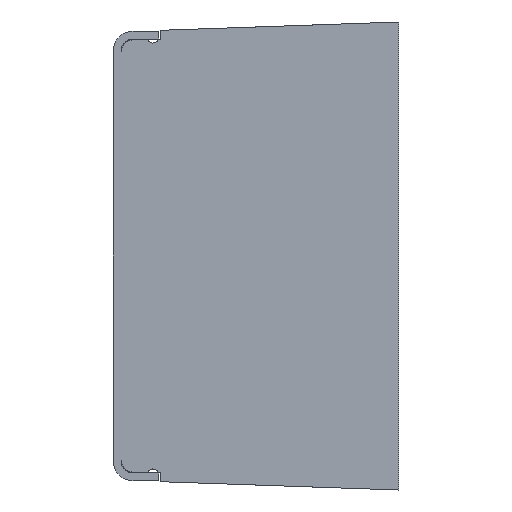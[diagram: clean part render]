
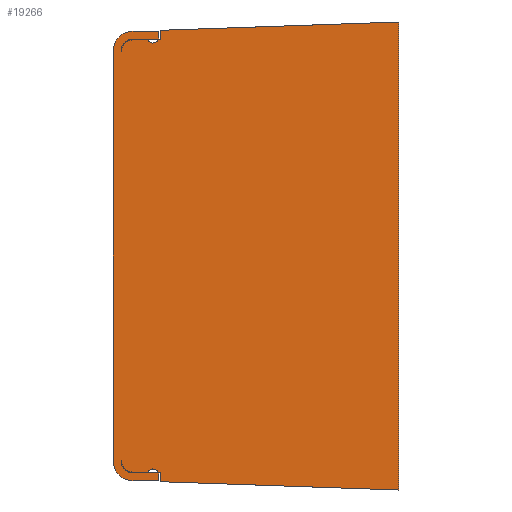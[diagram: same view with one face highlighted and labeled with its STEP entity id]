
A CAD part, left-side view. The second image highlights one B-rep face of the part: STEP entity #19266.
In plain terms, the highlighted planar face has unit normal (-1, 0, 0).
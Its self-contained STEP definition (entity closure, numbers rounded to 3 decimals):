
#14=CARTESIAN_POINT('',(-30.,67.,-51.7));
#15=DIRECTION('',(-1.,0.,0.));
#16=DIRECTION('',(0.,1.,0.));
#17=AXIS2_PLACEMENT_3D('',#14,#15,#16);
#19=CARTESIAN_POINT('',(-30.,67.,-51.7));
#20=DIRECTION('',(1.,0.,0.));
#21=DIRECTION('',(0.,0.,-1.));
#22=AXIS2_PLACEMENT_3D('',#19,#20,#21);
#24=CARTESIAN_POINT('',(-30.,67.,51.7));
#25=DIRECTION('',(1.,0.,0.));
#26=DIRECTION('',(0.,1.,0.));
#27=AXIS2_PLACEMENT_3D('',#24,#25,#26);
#29=CARTESIAN_POINT('',(-30.,67.,51.7));
#30=DIRECTION('',(-1.,0.,0.));
#31=DIRECTION('',(0.,0.,1.));
#32=AXIS2_PLACEMENT_3D('',#29,#30,#31);
#34=CARTESIAN_POINT('',(-30.,67.,51.5));
#35=DIRECTION('',(1.,0.,0.));
#36=DIRECTION('',(0.,0.998,0.067));
#37=AXIS2_PLACEMENT_3D('',#34,#35,#36);
#39=DIRECTION('',(0.,-1.,0.));
#40=VECTOR('',#39,3.673);
#41=CARTESIAN_POINT('',(-30.,67.,54.5));
#42=LINE('',#41,#40);
#43=CARTESIAN_POINT('',(-30.,62.,55.2));
#44=DIRECTION('',(-1.,0.,0.));
#45=DIRECTION('',(0.,0.884,-0.467));
#46=AXIS2_PLACEMENT_3D('',#43,#44,#45);
#48=CARTESIAN_POINT('',(-30.,62.,55.2));
#49=DIRECTION('',(-1.,0.,0.));
#50=DIRECTION('',(0.,0.,-1.));
#51=AXIS2_PLACEMENT_3D('',#48,#49,#50);
#53=DIRECTION('',(0.,-1.,0.));
#54=VECTOR('',#53,0.673);
#55=CARTESIAN_POINT('',(-30.,60.673,54.5));
#56=LINE('',#55,#54);
#57=DIRECTION('',(0.,0.,1.));
#58=VECTOR('',#57,2.405);
#59=CARTESIAN_POINT('',(-30.,60.,54.5));
#60=LINE('',#59,#58);
#61=DIRECTION('',(0.,-0.999,0.035));
#62=VECTOR('',#61,60.037);
#63=CARTESIAN_POINT('',(-30.,60.,56.905));
#64=LINE('',#63,#62);
#65=DIRECTION('',(0.,0.,-1.));
#66=VECTOR('',#65,118.);
#67=CARTESIAN_POINT('',(-30.,0.,59.));
#68=LINE('',#67,#66);
#69=DIRECTION('',(0.,0.999,0.035));
#70=VECTOR('',#69,60.037);
#71=CARTESIAN_POINT('',(-30.,0.,-59.));
#72=LINE('',#71,#70);
#73=DIRECTION('',(0.,0.,1.));
#74=VECTOR('',#73,2.405);
#75=CARTESIAN_POINT('',(-30.,60.,-56.905));
#76=LINE('',#75,#74);
#77=DIRECTION('',(0.,1.,0.));
#78=VECTOR('',#77,0.673);
#79=CARTESIAN_POINT('',(-30.,60.,-54.5));
#80=LINE('',#79,#78);
#81=CARTESIAN_POINT('',(-30.,62.,-55.2));
#82=DIRECTION('',(-1.,0.,0.));
#83=DIRECTION('',(0.,-0.884,0.467));
#84=AXIS2_PLACEMENT_3D('',#81,#82,#83);
#86=CARTESIAN_POINT('',(-30.,62.,-55.2));
#87=DIRECTION('',(-1.,0.,0.));
#88=DIRECTION('',(0.,0.,1.));
#89=AXIS2_PLACEMENT_3D('',#86,#87,#88);
#91=DIRECTION('',(0.,1.,0.));
#92=VECTOR('',#91,3.673);
#93=CARTESIAN_POINT('',(-30.,63.327,-54.5));
#94=LINE('',#93,#92);
#95=CARTESIAN_POINT('',(-30.,67.,-51.5));
#96=DIRECTION('',(1.,0.,0.));
#97=DIRECTION('',(0.,0.,-1.));
#98=AXIS2_PLACEMENT_3D('',#95,#96,#97);
#112=DIRECTION('',(0.,1.,0.));
#113=VECTOR('',#112,6.5);
#114=CARTESIAN_POINT('',(-30.,60.5,-54.7));
#115=LINE('',#114,#113);
#15251=DIRECTION('',(0.,-1.,0.));
#15252=VECTOR('',#15251,6.5);
#15253=CARTESIAN_POINT('',(-30.,67.,54.7));
#15254=LINE('',#15253,#15252);
#15255=DIRECTION('',(0.,0.,1.));
#15256=VECTOR('',#15255,2.);
#15257=CARTESIAN_POINT('',(-30.,60.5,54.7));
#15258=LINE('',#15257,#15256);
#15267=DIRECTION('',(0.,1.,0.));
#15268=VECTOR('',#15267,6.5);
#15269=CARTESIAN_POINT('',(-30.,60.5,56.7));
#15270=LINE('',#15269,#15268);
#15279=DIRECTION('',(0.,0.,-1.));
#15280=VECTOR('',#15279,103.4);
#15281=CARTESIAN_POINT('',(-30.,72.,51.7));
#15282=LINE('',#15281,#15280);
#15291=DIRECTION('',(0.,-1.,0.));
#15292=VECTOR('',#15291,6.5);
#15293=CARTESIAN_POINT('',(-30.,67.,-56.7));
#15294=LINE('',#15293,#15292);
#15295=DIRECTION('',(0.,0.,1.));
#15296=VECTOR('',#15295,2.);
#15297=CARTESIAN_POINT('',(-30.,60.5,-56.7));
#15298=LINE('',#15297,#15296);
#15303=CARTESIAN_POINT('',(-30.,70.,-51.699));
#15304=CARTESIAN_POINT('',(-30.,67.,-54.7));
#15305=VERTEX_POINT('',#15303);
#15306=VERTEX_POINT('',#15304);
#15307=CARTESIAN_POINT('',(-30.,60.5,-54.7));
#15308=VERTEX_POINT('',#15307);
#15309=CARTESIAN_POINT('',(-30.,60.5,-56.7));
#15310=VERTEX_POINT('',#15309);
#15311=CARTESIAN_POINT('',(-30.,67.,-56.7));
#15312=VERTEX_POINT('',#15311);
#15313=CARTESIAN_POINT('',(-30.,72.,-51.7));
#15314=VERTEX_POINT('',#15313);
#15315=CARTESIAN_POINT('',(-30.,72.,51.7));
#15316=VERTEX_POINT('',#15315);
#15317=CARTESIAN_POINT('',(-30.,67.,56.7));
#15318=VERTEX_POINT('',#15317);
#15319=CARTESIAN_POINT('',(-30.,60.5,56.7));
#15320=VERTEX_POINT('',#15319);
#15321=CARTESIAN_POINT('',(-30.,60.5,54.7));
#15322=VERTEX_POINT('',#15321);
#15323=CARTESIAN_POINT('',(-30.,67.,54.7));
#15324=VERTEX_POINT('',#15323);
#15325=CARTESIAN_POINT('',(-30.,70.,51.7));
#15326=VERTEX_POINT('',#15325);
#15327=CARTESIAN_POINT('',(-30.,67.,54.5));
#15328=VERTEX_POINT('',#15327);
#15329=CARTESIAN_POINT('',(-30.,63.327,54.5));
#15330=VERTEX_POINT('',#15329);
#15331=CARTESIAN_POINT('',(-30.,62.,53.7));
#15332=VERTEX_POINT('',#15331);
#15333=CARTESIAN_POINT('',(-30.,60.673,54.5));
#15334=VERTEX_POINT('',#15333);
#15335=CARTESIAN_POINT('',(-30.,60.,54.5));
#15336=VERTEX_POINT('',#15335);
#15337=CARTESIAN_POINT('',(-30.,60.,56.905));
#15338=VERTEX_POINT('',#15337);
#15339=CARTESIAN_POINT('',(-30.,0.,59.));
#15340=VERTEX_POINT('',#15339);
#15341=CARTESIAN_POINT('',(-30.,0.,-59.));
#15342=VERTEX_POINT('',#15341);
#15343=CARTESIAN_POINT('',(-30.,60.,-56.905));
#15344=VERTEX_POINT('',#15343);
#15345=CARTESIAN_POINT('',(-30.,60.,-54.5));
#15346=VERTEX_POINT('',#15345);
#15347=CARTESIAN_POINT('',(-30.,60.673,-54.5));
#15348=VERTEX_POINT('',#15347);
#15349=CARTESIAN_POINT('',(-30.,62.,-53.7));
#15350=VERTEX_POINT('',#15349);
#15351=CARTESIAN_POINT('',(-30.,63.327,-54.5));
#15352=VERTEX_POINT('',#15351);
#15353=CARTESIAN_POINT('',(-30.,67.,-54.5));
#15354=VERTEX_POINT('',#15353);
#19207=CARTESIAN_POINT('',(-30.,0.,0.));
#19208=DIRECTION('',(1.,0.,0.));
#19209=DIRECTION('',(0.,0.,-1.));
#19210=AXIS2_PLACEMENT_3D('',#19207,#19208,#19209);
#19211=PLANE('',#19210);
#19213=ORIENTED_EDGE('',*,*,#19212,.T.);
#19215=ORIENTED_EDGE('',*,*,#19214,.F.);
#19217=ORIENTED_EDGE('',*,*,#19216,.F.);
#19219=ORIENTED_EDGE('',*,*,#19218,.F.);
#19221=ORIENTED_EDGE('',*,*,#19220,.T.);
#19223=ORIENTED_EDGE('',*,*,#19222,.F.);
#19225=ORIENTED_EDGE('',*,*,#19224,.T.);
#19227=ORIENTED_EDGE('',*,*,#19226,.F.);
#19229=ORIENTED_EDGE('',*,*,#19228,.F.);
#19231=ORIENTED_EDGE('',*,*,#19230,.F.);
#19233=ORIENTED_EDGE('',*,*,#19232,.T.);
#19235=ORIENTED_EDGE('',*,*,#19234,.T.);
#19237=ORIENTED_EDGE('',*,*,#19236,.T.);
#19239=ORIENTED_EDGE('',*,*,#19238,.T.);
#19241=ORIENTED_EDGE('',*,*,#19240,.T.);
#19243=ORIENTED_EDGE('',*,*,#19242,.T.);
#19245=ORIENTED_EDGE('',*,*,#19244,.T.);
#19247=ORIENTED_EDGE('',*,*,#19246,.T.);
#19249=ORIENTED_EDGE('',*,*,#19248,.T.);
#19251=ORIENTED_EDGE('',*,*,#19250,.T.);
#19253=ORIENTED_EDGE('',*,*,#19252,.T.);
#19255=ORIENTED_EDGE('',*,*,#19254,.T.);
#19257=ORIENTED_EDGE('',*,*,#19256,.T.);
#19259=ORIENTED_EDGE('',*,*,#19258,.T.);
#19261=ORIENTED_EDGE('',*,*,#19260,.T.);
#19263=ORIENTED_EDGE('',*,*,#19262,.T.);
#19264=EDGE_LOOP('',(#19213,#19215,#19217,#19219,#19221,#19223,#19225,#19227,
#19229,#19231,#19233,#19235,#19237,#19239,#19241,#19243,#19245,#19247,#19249,
#19251,#19253,#19255,#19257,#19259,#19261,#19263));
#19265=FACE_OUTER_BOUND('',#19264,.F.);
#19266=ADVANCED_FACE('',(#19265),#19211,.F.);
#18=CIRCLE('',#17,3.);
#23=CIRCLE('',#22,5.);
#28=CIRCLE('',#27,5.);
#33=CIRCLE('',#32,3.);
#38=CIRCLE('',#37,3.);
#47=CIRCLE('',#46,1.5);
#52=CIRCLE('',#51,1.5);
#85=CIRCLE('',#84,1.5);
#90=CIRCLE('',#89,1.5);
#99=CIRCLE('',#98,3.);
#19212=EDGE_CURVE('',#15305,#15306,#18,.T.);
#19214=EDGE_CURVE('',#15308,#15306,#115,.T.);
#19216=EDGE_CURVE('',#15310,#15308,#15298,.T.);
#19218=EDGE_CURVE('',#15312,#15310,#15294,.T.);
#19220=EDGE_CURVE('',#15312,#15314,#23,.T.);
#19222=EDGE_CURVE('',#15316,#15314,#15282,.T.);
#19224=EDGE_CURVE('',#15316,#15318,#28,.T.);
#19226=EDGE_CURVE('',#15320,#15318,#15270,.T.);
#19228=EDGE_CURVE('',#15322,#15320,#15258,.T.);
#19230=EDGE_CURVE('',#15324,#15322,#15254,.T.);
#19232=EDGE_CURVE('',#15324,#15326,#33,.T.);
#19234=EDGE_CURVE('',#15326,#15328,#38,.T.);
#19236=EDGE_CURVE('',#15328,#15330,#42,.T.);
#19238=EDGE_CURVE('',#15330,#15332,#47,.T.);
#19240=EDGE_CURVE('',#15332,#15334,#52,.T.);
#19242=EDGE_CURVE('',#15334,#15336,#56,.T.);
#19244=EDGE_CURVE('',#15336,#15338,#60,.T.);
#19246=EDGE_CURVE('',#15338,#15340,#64,.T.);
#19248=EDGE_CURVE('',#15340,#15342,#68,.T.);
#19250=EDGE_CURVE('',#15342,#15344,#72,.T.);
#19252=EDGE_CURVE('',#15344,#15346,#76,.T.);
#19254=EDGE_CURVE('',#15346,#15348,#80,.T.);
#19256=EDGE_CURVE('',#15348,#15350,#85,.T.);
#19258=EDGE_CURVE('',#15350,#15352,#90,.T.);
#19260=EDGE_CURVE('',#15352,#15354,#94,.T.);
#19262=EDGE_CURVE('',#15354,#15305,#99,.T.);
